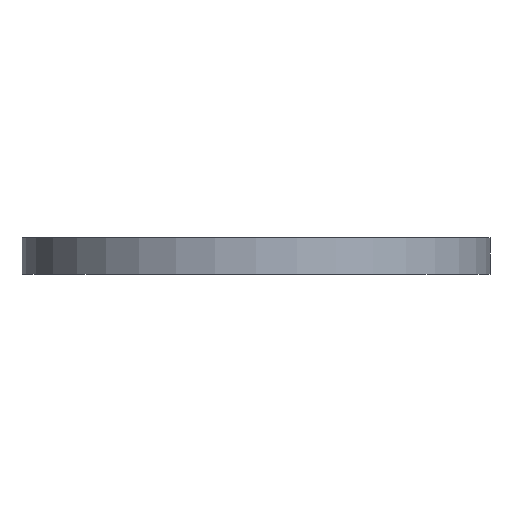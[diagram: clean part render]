
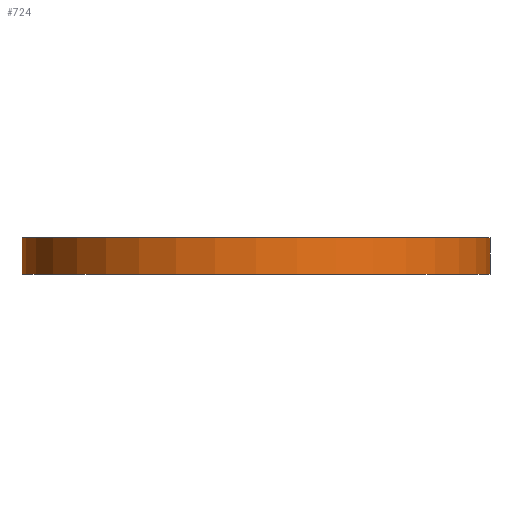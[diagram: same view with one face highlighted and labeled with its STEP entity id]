
A CAD part, front view. The second image highlights one B-rep face of the part: STEP entity #724.
In plain terms, the highlighted cylindrical face has radius 22.345 mm (diameter 44.69 mm), a full revolution.
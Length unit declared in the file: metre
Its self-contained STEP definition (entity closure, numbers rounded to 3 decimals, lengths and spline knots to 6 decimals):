
#724=ADVANCED_FACE('',(#2080,#2081),#2082,.T.);
#2080=FACE_OUTER_BOUND('',#4207,.T.);
#2081=FACE_OUTER_BOUND('',#4208,.T.);
#2082=CYLINDRICAL_SURFACE('',#4209,0.022345);
#4207=EDGE_LOOP('',(#12407));
#4208=EDGE_LOOP('',(#12408));
#4209=AXIS2_PLACEMENT_3D('',#12409,#12410,#12411);
#12407=ORIENTED_EDGE('',*,*,#17983,.T.);
#12408=ORIENTED_EDGE('',*,*,#17927,.T.);
#12409=CARTESIAN_POINT('',(0.0,0.0,0.0));
#12410=DIRECTION('',(0.0,0.0,-1.0));
#12411=DIRECTION('',(1.0,0.0,0.0));
#17927=EDGE_CURVE('',#21497,#21497,#21498,.F.);
#17983=EDGE_CURVE('',#21572,#21572,#21573,.F.);
#21497=VERTEX_POINT('',#27385);
#21498=CIRCLE('',#27386,0.022345);
#21572=VERTEX_POINT('',#27509);
#21573=CIRCLE('',#27510,0.022345);
#27385=CARTESIAN_POINT('',(0.022345,0.,0.0));
#27386=AXIS2_PLACEMENT_3D('',#31274,#31275,#31276);
#27509=CARTESIAN_POINT('',(-0.022345,0.,-0.0035));
#27510=AXIS2_PLACEMENT_3D('',#31304,#31305,#31306);
#31274=CARTESIAN_POINT('',(0.0,0.0,0.0));
#31275=DIRECTION('',(0.0,0.0,1.0));
#31276=DIRECTION('',(1.0,0.0,-0.0));
#31304=CARTESIAN_POINT('',(0.0,0.0,-0.0035));
#31305=DIRECTION('',(-0.0,0.0,-1.0));
#31306=DIRECTION('',(-1.0,0.0,0.0));
